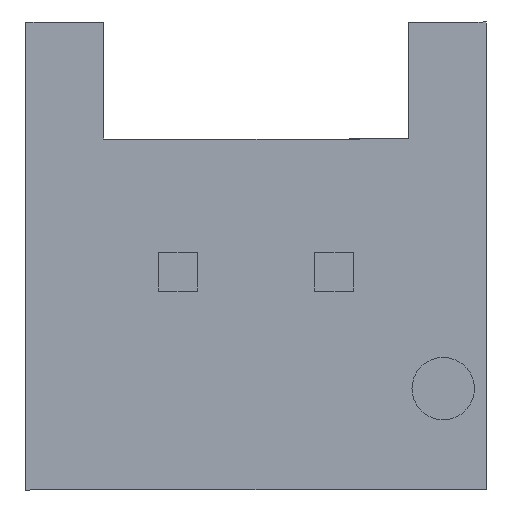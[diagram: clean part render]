
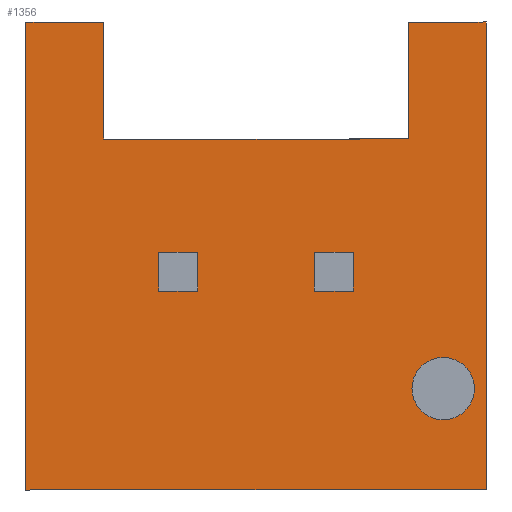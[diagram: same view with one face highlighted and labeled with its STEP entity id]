
A CAD part, front view. The second image highlights one B-rep face of the part: STEP entity #1356.
In plain terms, the highlighted planar face has unit normal (0, -1, 0).
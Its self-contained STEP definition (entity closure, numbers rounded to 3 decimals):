
#1277 = VERTEX_POINT ( 'NONE', #1681 ) ;
#1278 = VERTEX_POINT ( 'NONE', #1680 ) ;
#1356 = ADVANCED_FACE ( 'NONE', ( #1912, #1911, #1910, #1909 ), #1894, .F. ) ;
#1357 = EDGE_LOOP ( 'NONE', ( #1358, #1500, #1503, #1506 ) ) ;
#1358 = ORIENTED_EDGE ( 'NONE', *, *, #1359, .F. ) ;
#1359 = EDGE_CURVE ( 'NONE', #1277, #1278, #1950, .T. ) ;
#1456 = ORIENTED_EDGE ( 'NONE', *, *, #1457, .F. ) ;
#1457 = EDGE_CURVE ( 'NONE', #1479, #1476, #2217, .T. ) ;
#1458 = ORIENTED_EDGE ( 'NONE', *, *, #1478, .F. ) ;
#1459 = EDGE_LOOP ( 'NONE', ( #1460, #1464, #1546, #1549 ) ) ;
#1460 = ORIENTED_EDGE ( 'NONE', *, *, #1461, .F. ) ;
#1461 = EDGE_CURVE ( 'NONE', #1462, #1463, #2212, .T. ) ;
#1462 = VERTEX_POINT ( 'NONE', #2208 ) ;
#1463 = VERTEX_POINT ( 'NONE', #2207 ) ;
#1464 = ORIENTED_EDGE ( 'NONE', *, *, #1465, .F. ) ;
#1465 = EDGE_CURVE ( 'NONE', #1466, #1462, #2206, .T. ) ;
#1466 = VERTEX_POINT ( 'NONE', #2202 ) ;
#1476 = VERTEX_POINT ( 'NONE', #2265 ) ;
#1478 = EDGE_CURVE ( 'NONE', #1476, #1479, #2264, .T. ) ;
#1479 = VERTEX_POINT ( 'NONE', #2259 ) ;
#1484 = EDGE_CURVE ( 'NONE', #1514, #1511, #2253, .T. ) ;
#1485 = ORIENTED_EDGE ( 'NONE', *, *, #1486, .F. ) ;
#1486 = EDGE_CURVE ( 'NONE', #1487, #1514, #2249, .T. ) ;
#1487 = VERTEX_POINT ( 'NONE', #2245 ) ;
#1488 = ORIENTED_EDGE ( 'NONE', *, *, #1489, .F. ) ;
#1489 = EDGE_CURVE ( 'NONE', #1490, #1487, #2309, .T. ) ;
#1490 = VERTEX_POINT ( 'NONE', #2305 ) ;
#1491 = ORIENTED_EDGE ( 'NONE', *, *, #1492, .T. ) ;
#1492 = EDGE_CURVE ( 'NONE', #1490, #1493, #2304, .T. ) ;
#1493 = VERTEX_POINT ( 'NONE', #2300 ) ;
#1494 = ORIENTED_EDGE ( 'NONE', *, *, #1495, .T. ) ;
#1495 = EDGE_CURVE ( 'NONE', #1493, #1496, #2299, .T. ) ;
#1496 = VERTEX_POINT ( 'NONE', #2295 ) ;
#1497 = ORIENTED_EDGE ( 'NONE', *, *, #1498, .F. ) ;
#1498 = EDGE_CURVE ( 'NONE', #1499, #1496, #2294, .T. ) ;
#1499 = VERTEX_POINT ( 'NONE', #2290 ) ;
#1500 = ORIENTED_EDGE ( 'NONE', *, *, #1501, .F. ) ;
#1501 = EDGE_CURVE ( 'NONE', #1502, #1277, #2289, .T. ) ;
#1502 = VERTEX_POINT ( 'NONE', #2285 ) ;
#1503 = ORIENTED_EDGE ( 'NONE', *, *, #1504, .F. ) ;
#1504 = EDGE_CURVE ( 'NONE', #1505, #1502, #2284, .T. ) ;
#1505 = VERTEX_POINT ( 'NONE', #2280 ) ;
#1506 = ORIENTED_EDGE ( 'NONE', *, *, #1507, .F. ) ;
#1507 = EDGE_CURVE ( 'NONE', #1278, #1505, #2279, .T. ) ;
#1508 = EDGE_LOOP ( 'NONE', ( #1509, #1513, #1485, #1488, #1491, #1494, #1497, #1515 ) ) ;
#1509 = ORIENTED_EDGE ( 'NONE', *, *, #1510, .F. ) ;
#1510 = EDGE_CURVE ( 'NONE', #1511, #1512, #2339, .T. ) ;
#1511 = VERTEX_POINT ( 'NONE', #2335 ) ;
#1512 = VERTEX_POINT ( 'NONE', #2334 ) ;
#1513 = ORIENTED_EDGE ( 'NONE', *, *, #1484, .F. ) ;
#1514 = VERTEX_POINT ( 'NONE', #2333 ) ;
#1515 = ORIENTED_EDGE ( 'NONE', *, *, #1516, .F. ) ;
#1516 = EDGE_CURVE ( 'NONE', #1512, #1499, #2332, .T. ) ;
#1517 = EDGE_LOOP ( 'NONE', ( #1456, #1458 ) ) ;
#1546 = ORIENTED_EDGE ( 'NONE', *, *, #1547, .F. ) ;
#1547 = EDGE_CURVE ( 'NONE', #1548, #1466, #2348, .T. ) ;
#1548 = VERTEX_POINT ( 'NONE', #2344 ) ;
#1549 = ORIENTED_EDGE ( 'NONE', *, *, #1550, .F. ) ;
#1550 = EDGE_CURVE ( 'NONE', #1463, #1548, #2342, .T. ) ;
#1680 = CARTESIAN_POINT ( 'NONE',  ( 6.65, -15., 2.55 ) ) ;
#1681 = CARTESIAN_POINT ( 'NONE',  ( 6.65, -15., 3.05 ) ) ;
#1890 = DIRECTION ( 'NONE',  ( 0., 0., -1. ) ) ;
#1891 = DIRECTION ( 'NONE',  ( 0., 1., 0. ) ) ;
#1892 = CARTESIAN_POINT ( 'NONE',  ( 2.95, -15., 0. ) ) ;
#1893 = AXIS2_PLACEMENT_3D ( 'NONE', #1892, #1891, #1890 ) ;
#1894 = PLANE ( 'NONE',  #1893 ) ;
#1909 = FACE_BOUND ( 'NONE', #1459, .T. ) ;
#1910 = FACE_BOUND ( 'NONE', #1517, .T. ) ;
#1911 = FACE_OUTER_BOUND ( 'NONE', #1508, .T. ) ;
#1912 = FACE_BOUND ( 'NONE', #1357, .T. ) ;
#1947 = DIRECTION ( 'NONE',  ( 0., 0., -1. ) ) ;
#1948 = VECTOR ( 'NONE', #1947, 1000. ) ;
#1949 = CARTESIAN_POINT ( 'NONE',  ( 6.65, -15., 0. ) ) ;
#1950 = LINE ( 'NONE', #1949, #1948 ) ;
#2202 = CARTESIAN_POINT ( 'NONE',  ( 5.15, -15., 3.05 ) ) ;
#2203 = DIRECTION ( 'NONE',  ( -1., 0., 0. ) ) ;
#2204 = VECTOR ( 'NONE', #2203, 1000. ) ;
#2205 = CARTESIAN_POINT ( 'NONE',  ( 2.95, -15., 3.05 ) ) ;
#2206 = LINE ( 'NONE', #2205, #2204 ) ;
#2207 = CARTESIAN_POINT ( 'NONE',  ( 4.65, -15., 2.55 ) ) ;
#2208 = CARTESIAN_POINT ( 'NONE',  ( 4.65, -15., 3.05 ) ) ;
#2209 = DIRECTION ( 'NONE',  ( 0., 0., -1. ) ) ;
#2210 = VECTOR ( 'NONE', #2209, 1000. ) ;
#2211 = CARTESIAN_POINT ( 'NONE',  ( 4.65, -15., 0. ) ) ;
#2212 = LINE ( 'NONE', #2211, #2210 ) ;
#2213 = DIRECTION ( 'NONE',  ( 0., 0., -1. ) ) ;
#2214 = DIRECTION ( 'NONE',  ( 0., -1., 0. ) ) ;
#2215 = CARTESIAN_POINT ( 'NONE',  ( 8.3, -15., 1.3 ) ) ;
#2216 = AXIS2_PLACEMENT_3D ( 'NONE', #2215, #2214, #2213 ) ;
#2217 = CIRCLE ( 'NONE', #2216, 0.4 ) ;
#2245 = CARTESIAN_POINT ( 'NONE',  ( 2.95, -15., 6. ) ) ;
#2246 = DIRECTION ( 'NONE',  ( 1., 0., 0. ) ) ;
#2247 = VECTOR ( 'NONE', #2246, 1000. ) ;
#2248 = CARTESIAN_POINT ( 'NONE',  ( 2.95, -15., 6. ) ) ;
#2249 = LINE ( 'NONE', #2248, #2247 ) ;
#2250 = DIRECTION ( 'NONE',  ( 0., 0., -1. ) ) ;
#2251 = VECTOR ( 'NONE', #2250, 1000. ) ;
#2252 = CARTESIAN_POINT ( 'NONE',  ( 3.95, -15., 6. ) ) ;
#2253 = LINE ( 'NONE', #2252, #2251 ) ;
#2259 = CARTESIAN_POINT ( 'NONE',  ( 8.3, -15., 0.9 ) ) ;
#2260 = DIRECTION ( 'NONE',  ( 0., 0., -1. ) ) ;
#2261 = DIRECTION ( 'NONE',  ( 0., -1., 0. ) ) ;
#2262 = CARTESIAN_POINT ( 'NONE',  ( 8.3, -15., 1.3 ) ) ;
#2263 = AXIS2_PLACEMENT_3D ( 'NONE', #2262, #2261, #2260 ) ;
#2264 = CIRCLE ( 'NONE', #2263, 0.4 ) ;
#2265 = CARTESIAN_POINT ( 'NONE',  ( 8.3, -15., 1.7 ) ) ;
#2276 = DIRECTION ( 'NONE',  ( 1., 0., 0. ) ) ;
#2277 = VECTOR ( 'NONE', #2276, 1000. ) ;
#2278 = CARTESIAN_POINT ( 'NONE',  ( 2.95, -15., 2.55 ) ) ;
#2279 = LINE ( 'NONE', #2278, #2277 ) ;
#2280 = CARTESIAN_POINT ( 'NONE',  ( 7.15, -15., 2.55 ) ) ;
#2281 = DIRECTION ( 'NONE',  ( 0., 0., 1. ) ) ;
#2282 = VECTOR ( 'NONE', #2281, 1000. ) ;
#2283 = CARTESIAN_POINT ( 'NONE',  ( 7.15, -15., 0. ) ) ;
#2284 = LINE ( 'NONE', #2283, #2282 ) ;
#2285 = CARTESIAN_POINT ( 'NONE',  ( 7.15, -15., 3.05 ) ) ;
#2286 = DIRECTION ( 'NONE',  ( -1., 0., 0. ) ) ;
#2287 = VECTOR ( 'NONE', #2286, 1000. ) ;
#2288 = CARTESIAN_POINT ( 'NONE',  ( 2.95, -15., 3.05 ) ) ;
#2289 = LINE ( 'NONE', #2288, #2287 ) ;
#2290 = CARTESIAN_POINT ( 'NONE',  ( 7.85, -15., 6. ) ) ;
#2291 = DIRECTION ( 'NONE',  ( 1., 0., 0. ) ) ;
#2292 = VECTOR ( 'NONE', #2291, 1000. ) ;
#2293 = CARTESIAN_POINT ( 'NONE',  ( 2.95, -15., 6. ) ) ;
#2294 = LINE ( 'NONE', #2293, #2292 ) ;
#2295 = CARTESIAN_POINT ( 'NONE',  ( 8.85, -15., 6. ) ) ;
#2296 = DIRECTION ( 'NONE',  ( 0., 0., 1. ) ) ;
#2297 = VECTOR ( 'NONE', #2296, 1000. ) ;
#2298 = CARTESIAN_POINT ( 'NONE',  ( 8.85, -15., 0. ) ) ;
#2299 = LINE ( 'NONE', #2298, #2297 ) ;
#2300 = CARTESIAN_POINT ( 'NONE',  ( 8.85, -15., 0. ) ) ;
#2301 = DIRECTION ( 'NONE',  ( 1., 0., 0. ) ) ;
#2302 = VECTOR ( 'NONE', #2301, 1000. ) ;
#2303 = CARTESIAN_POINT ( 'NONE',  ( 2.95, -15., 0. ) ) ;
#2304 = LINE ( 'NONE', #2303, #2302 ) ;
#2305 = CARTESIAN_POINT ( 'NONE',  ( 2.95, -15., 0. ) ) ;
#2306 = DIRECTION ( 'NONE',  ( 0., 0., 1. ) ) ;
#2307 = VECTOR ( 'NONE', #2306, 1000. ) ;
#2308 = CARTESIAN_POINT ( 'NONE',  ( 2.95, -15., 0. ) ) ;
#2309 = LINE ( 'NONE', #2308, #2307 ) ;
#2329 = DIRECTION ( 'NONE',  ( 0., 0., 1. ) ) ;
#2330 = VECTOR ( 'NONE', #2329, 1000. ) ;
#2331 = CARTESIAN_POINT ( 'NONE',  ( 7.85, -15., 6. ) ) ;
#2332 = LINE ( 'NONE', #2331, #2330 ) ;
#2333 = CARTESIAN_POINT ( 'NONE',  ( 3.95, -15., 6. ) ) ;
#2334 = CARTESIAN_POINT ( 'NONE',  ( 7.85, -15., 4.5 ) ) ;
#2335 = CARTESIAN_POINT ( 'NONE',  ( 3.95, -15., 4.5 ) ) ;
#2336 = DIRECTION ( 'NONE',  ( 1., 0., 0. ) ) ;
#2337 = VECTOR ( 'NONE', #2336, 1000. ) ;
#2338 = CARTESIAN_POINT ( 'NONE',  ( 3.95, -15., 4.5 ) ) ;
#2339 = LINE ( 'NONE', #2338, #2337 ) ;
#2340 = VECTOR ( 'NONE', #2401, 1000. ) ;
#2341 = CARTESIAN_POINT ( 'NONE',  ( 2.95, -15., 2.55 ) ) ;
#2342 = LINE ( 'NONE', #2341, #2340 ) ;
#2344 = CARTESIAN_POINT ( 'NONE',  ( 5.15, -15., 2.55 ) ) ;
#2345 = DIRECTION ( 'NONE',  ( 0., 0., 1. ) ) ;
#2346 = VECTOR ( 'NONE', #2345, 1000. ) ;
#2347 = CARTESIAN_POINT ( 'NONE',  ( 5.15, -15., 0. ) ) ;
#2348 = LINE ( 'NONE', #2347, #2346 ) ;
#2401 = DIRECTION ( 'NONE',  ( 1., 0., 0. ) ) ;
